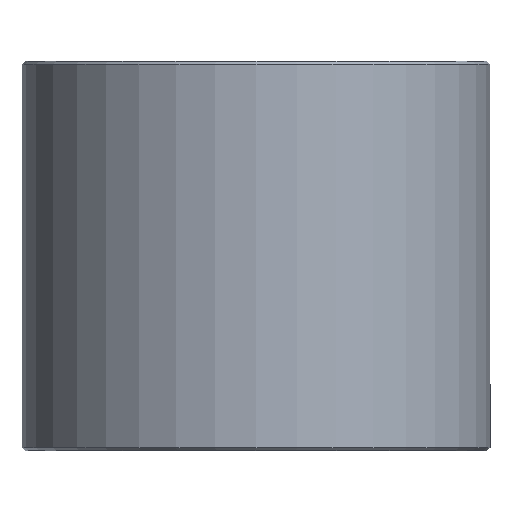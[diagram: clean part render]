
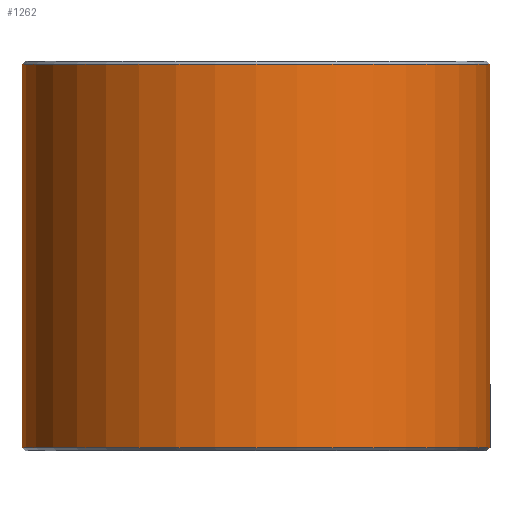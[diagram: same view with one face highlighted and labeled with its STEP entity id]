
A CAD part, front view. The second image highlights one B-rep face of the part: STEP entity #1262.
In plain terms, the highlighted cylindrical face has radius 15.25 mm (diameter 30.5 mm), a partial arc.
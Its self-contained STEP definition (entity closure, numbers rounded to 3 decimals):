
#18 = FACE_OUTER_BOUND ( 'NONE', #633, .T. ) ;
#40 = AXIS2_PLACEMENT_3D ( 'NONE', #960, #2262, #1140 ) ;
#138 = CARTESIAN_POINT ( 'NONE',  ( -15.25, 0., -6.35 ) ) ;
#312 = CIRCLE ( 'NONE', #542, 15.25 ) ;
#402 = LINE ( 'NONE', #559, #1605 ) ;
#542 = AXIS2_PLACEMENT_3D ( 'NONE', #2253, #1105, #2456 ) ;
#546 = DIRECTION ( 'NONE',  ( 0., 0., -1. ) ) ;
#559 = CARTESIAN_POINT ( 'NONE',  ( 15.25, 0., -6.35 ) ) ;
#574 = VERTEX_POINT ( 'NONE', #2179 ) ;
#633 = EDGE_LOOP ( 'NONE', ( #1816, #1050, #1626, #1033 ) ) ;
#639 = CARTESIAN_POINT ( 'NONE',  ( 15.25, 0., -31.55 ) ) ;
#739 = AXIS2_PLACEMENT_3D ( 'NONE', #2341, #1010, #822 ) ;
#777 = CARTESIAN_POINT ( 'NONE',  ( 15.25, 0., -6.55 ) ) ;
#822 = DIRECTION ( 'NONE',  ( 1., 0., 0. ) ) ;
#960 = CARTESIAN_POINT ( 'NONE',  ( 0., 0., -31.55 ) ) ;
#982 = VERTEX_POINT ( 'NONE', #777 ) ;
#1010 = DIRECTION ( 'NONE',  ( 0., 0., -1. ) ) ;
#1033 = ORIENTED_EDGE ( 'NONE', *, *, #2474, .F. ) ;
#1050 = ORIENTED_EDGE ( 'NONE', *, *, #2078, .T. ) ;
#1105 = DIRECTION ( 'NONE',  ( 0., 0., -1. ) ) ;
#1140 = DIRECTION ( 'NONE',  ( 1., 0., 0. ) ) ;
#1262 = ADVANCED_FACE ( 'NONE', ( #18 ), #1339, .T. ) ;
#1282 = VERTEX_POINT ( 'NONE', #639 ) ;
#1339 = CYLINDRICAL_SURFACE ( 'NONE', #739, 15.25 ) ;
#1407 = VERTEX_POINT ( 'NONE', #1840 ) ;
#1605 = VECTOR ( 'NONE', #546, 1000. ) ;
#1626 = ORIENTED_EDGE ( 'NONE', *, *, #2247, .T. ) ;
#1815 = VECTOR ( 'NONE', #2276, 1000. ) ;
#1816 = ORIENTED_EDGE ( 'NONE', *, *, #2062, .T. ) ;
#1840 = CARTESIAN_POINT ( 'NONE',  ( -15.25, 0., -31.55 ) ) ;
#2062 = EDGE_CURVE ( 'NONE', #982, #574, #312, .T. ) ;
#2078 = EDGE_CURVE ( 'NONE', #574, #1407, #2140, .T. ) ;
#2140 = LINE ( 'NONE', #138, #1815 ) ;
#2179 = CARTESIAN_POINT ( 'NONE',  ( -15.25, 0., -6.55 ) ) ;
#2247 = EDGE_CURVE ( 'NONE', #1407, #1282, #2397, .T. ) ;
#2253 = CARTESIAN_POINT ( 'NONE',  ( 0., 0., -6.55 ) ) ;
#2262 = DIRECTION ( 'NONE',  ( 0., 0., 1. ) ) ;
#2276 = DIRECTION ( 'NONE',  ( 0., 0., -1. ) ) ;
#2341 = CARTESIAN_POINT ( 'NONE',  ( 0., 0., -6.35 ) ) ;
#2397 = CIRCLE ( 'NONE', #40, 15.25 ) ;
#2456 = DIRECTION ( 'NONE',  ( 1., 0., 0. ) ) ;
#2474 = EDGE_CURVE ( 'NONE', #982, #1282, #402, .T. ) ;
